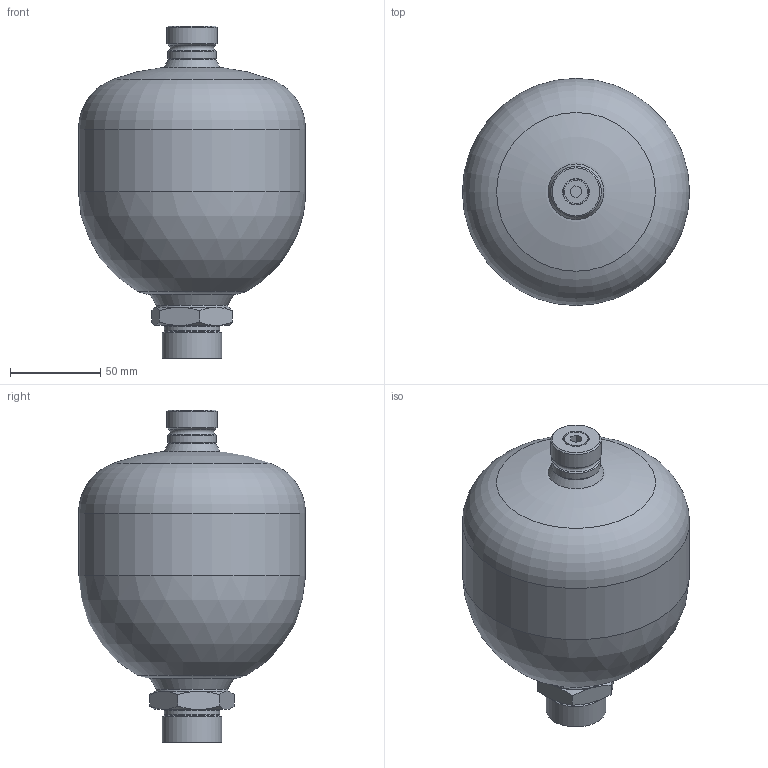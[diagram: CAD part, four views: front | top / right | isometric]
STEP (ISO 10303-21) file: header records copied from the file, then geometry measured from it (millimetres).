
FILE_DESCRIPTION(/* description */ ('Unknown'),/* implementation_level */ '2;1');
FILE_NAME(/* name */ 'AC.20320-001',/* time_stamp */ '2023-07-26T10:57:09+02:00',/* author */ ('Unknown'),/* organization */ ('Unknown'),/* preprocessor_version */ 'ST-DEVELOPER v18.102',/* originating_system */ 'Solid Edge',/* authorisation */ 'Unknown');
FILE_SCHEMA (('AUTOMOTIVE_DESIGN {1 0 10303 214 3 1 1}'));
Length unit declared in the file: millimetre
Products named in the file (8): 848_075.1315.022; A2 for c2 connection_oa_0_3; AMW-0.75-P-350-C-E3-0-M_596_1,054_Fillet 4_oa_1_0; AMW-0.75-P-350-C-E3-0-M_596_1,054_Fillet 4_oa_2_0; E3_6; G S N M28 X 1.5_16; AMW-0.75-P-350-C-E3-0-M_596_1,054_Fillet 4_oa_3_0; M8 SCERW_13
Assembly tree (7 placements, depth 2):
  848_075.1315.022
    A2 for c2 connection_oa_0_3
    AMW-0.75-P-350-C-E3-0-M_596_1,054_Fillet 4_oa_1_0
    AMW-0.75-P-350-C-E3-0-M_596_1,054_Fillet 4_oa_2_0
    E3_6
    G S N M28 X 1.5_16
    AMW-0.75-P-350-C-E3-0-M_596_1,054_Fillet 4_oa_3_0
    M8 SCERW_13
Bounding box: 125.5 x 125.5 x 183.44 mm (x, y, z)
Volume: 1287987.6 mm3; surface area: 75906.5 mm2
Topology: 6 solids, 6 shells, 74 faces, 153 edges, 91 vertices
Faces by surface type: plane 27, cone 24, cylinder 13, torus 8, sphere 2
Full cylindrical faces by diameter (mm): 5 x1, 6.917 x1, 8 x1, 10.5 x1, 12.85 x1, 14.2 x1, 19 x2, 27 x1, 28 x1, 30.7 x1, 33 x1, 125.5 x1
Entity records: 2397 total; most frequent: CARTESIAN_POINT 407, DIRECTION 309, ORIENTED_EDGE 224, AXIS2_PLACEMENT_3D 139, EDGE_LOOP 119, FACE_BOUND 119, EDGE_CURVE 112, VERTEX_POINT 85
